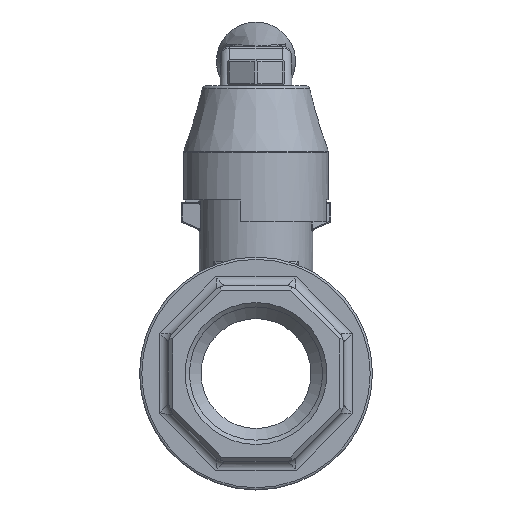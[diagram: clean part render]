
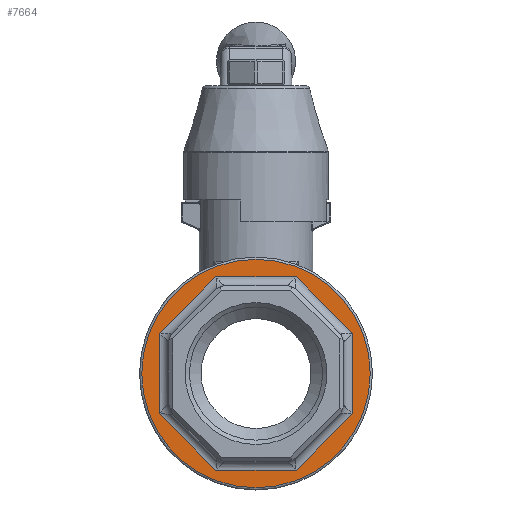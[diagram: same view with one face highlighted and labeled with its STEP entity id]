
A CAD part, front view. The second image highlights one B-rep face of the part: STEP entity #7664.
In plain terms, the highlighted planar face has unit normal (0, -1, 0).
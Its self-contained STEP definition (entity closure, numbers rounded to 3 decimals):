
#583=CIRCLE('',#8164,26.);
#1417=ORIENTED_EDGE('',*,*,#2821,.T.);
#1418=ORIENTED_EDGE('',*,*,#2822,.T.);
#1419=ORIENTED_EDGE('',*,*,#2823,.T.);
#1420=ORIENTED_EDGE('',*,*,#2824,.T.);
#1421=ORIENTED_EDGE('',*,*,#2825,.T.);
#1422=ORIENTED_EDGE('',*,*,#2826,.T.);
#1423=ORIENTED_EDGE('',*,*,#2827,.T.);
#1424=ORIENTED_EDGE('',*,*,#2828,.T.);
#1425=ORIENTED_EDGE('',*,*,#2829,.T.);
#2821=EDGE_CURVE('',#3556,#3556,#583,.F.);
#2822=EDGE_CURVE('',#3557,#3558,#3971,.T.);
#2823=EDGE_CURVE('',#3558,#3559,#3972,.T.);
#2824=EDGE_CURVE('',#3559,#3560,#3973,.T.);
#2825=EDGE_CURVE('',#3560,#3561,#3974,.T.);
#2826=EDGE_CURVE('',#3561,#3562,#3975,.T.);
#2827=EDGE_CURVE('',#3562,#3563,#3976,.T.);
#2828=EDGE_CURVE('',#3563,#3564,#3977,.T.);
#2829=EDGE_CURVE('',#3564,#3557,#3978,.T.);
#3556=VERTEX_POINT('',#11846);
#3557=VERTEX_POINT('',#11848);
#3558=VERTEX_POINT('',#11849);
#3559=VERTEX_POINT('',#11851);
#3560=VERTEX_POINT('',#11853);
#3561=VERTEX_POINT('',#11855);
#3562=VERTEX_POINT('',#11857);
#3563=VERTEX_POINT('',#11859);
#3564=VERTEX_POINT('',#11861);
#3971=LINE('',#11847,#4390);
#3972=LINE('',#11850,#4391);
#3973=LINE('',#11852,#4392);
#3974=LINE('',#11854,#4393);
#3975=LINE('',#11856,#4394);
#3976=LINE('',#11858,#4395);
#3977=LINE('',#11860,#4396);
#3978=LINE('',#11862,#4397);
#4390=VECTOR('',#9206,1000.);
#4391=VECTOR('',#9207,1000.);
#4392=VECTOR('',#9208,1000.);
#4393=VECTOR('',#9209,1000.);
#4394=VECTOR('',#9210,1000.);
#4395=VECTOR('',#9211,1000.);
#4396=VECTOR('',#9212,1000.);
#4397=VECTOR('',#9213,1000.);
#4752=EDGE_LOOP('',(#1417));
#4753=EDGE_LOOP('',(#1418,#1419,#1420,#1421,#1422,#1423,#1424,#1425));
#5165=FACE_BOUND('',#4752,.T.);
#5166=FACE_BOUND('',#4753,.T.);
#5477=PLANE('',#8163);
#7664=ADVANCED_FACE('',(#5165,#5166),#5477,.F.);
#8163=AXIS2_PLACEMENT_3D('',#11844,#9202,#9203);
#8164=AXIS2_PLACEMENT_3D('',#11845,#9204,#9205);
#9202=DIRECTION('',(0.,1.,0.));
#9203=DIRECTION('',(0.,0.,1.));
#9204=DIRECTION('',(0.,1.,0.));
#9205=DIRECTION('',(0.,0.,1.));
#9206=DIRECTION('',(0.707,0.,-0.707));
#9207=DIRECTION('',(0.,0.,-1.));
#9208=DIRECTION('',(-0.707,0.,-0.707));
#9209=DIRECTION('',(-1.,0.,0.));
#9210=DIRECTION('',(-0.707,0.,0.707));
#9211=DIRECTION('',(0.,0.,1.));
#9212=DIRECTION('',(0.707,0.,0.707));
#9213=DIRECTION('',(1.,0.,0.));
#11844=CARTESIAN_POINT('',(0.,19.,0.));
#11845=CARTESIAN_POINT('',(0.,19.,0.));
#11846=CARTESIAN_POINT('',(0.,19.,26.));
#11847=CARTESIAN_POINT('',(21.414,19.,9.698));
#11848=CARTESIAN_POINT('',(9.113,19.,22.));
#11849=CARTESIAN_POINT('',(22.,19.,9.113));
#11850=CARTESIAN_POINT('',(22.,19.,-8.284));
#11851=CARTESIAN_POINT('',(22.,19.,-9.113));
#11852=CARTESIAN_POINT('',(9.698,19.,-21.414));
#11853=CARTESIAN_POINT('',(9.113,19.,-22.));
#11854=CARTESIAN_POINT('',(-8.284,19.,-22.));
#11855=CARTESIAN_POINT('',(-9.113,19.,-22.));
#11856=CARTESIAN_POINT('',(-21.414,19.,-9.698));
#11857=CARTESIAN_POINT('',(-22.,19.,-9.113));
#11858=CARTESIAN_POINT('',(-22.,19.,8.284));
#11859=CARTESIAN_POINT('',(-22.,19.,9.113));
#11860=CARTESIAN_POINT('',(-9.698,19.,21.414));
#11861=CARTESIAN_POINT('',(-9.113,19.,22.));
#11862=CARTESIAN_POINT('',(8.284,19.,22.));
